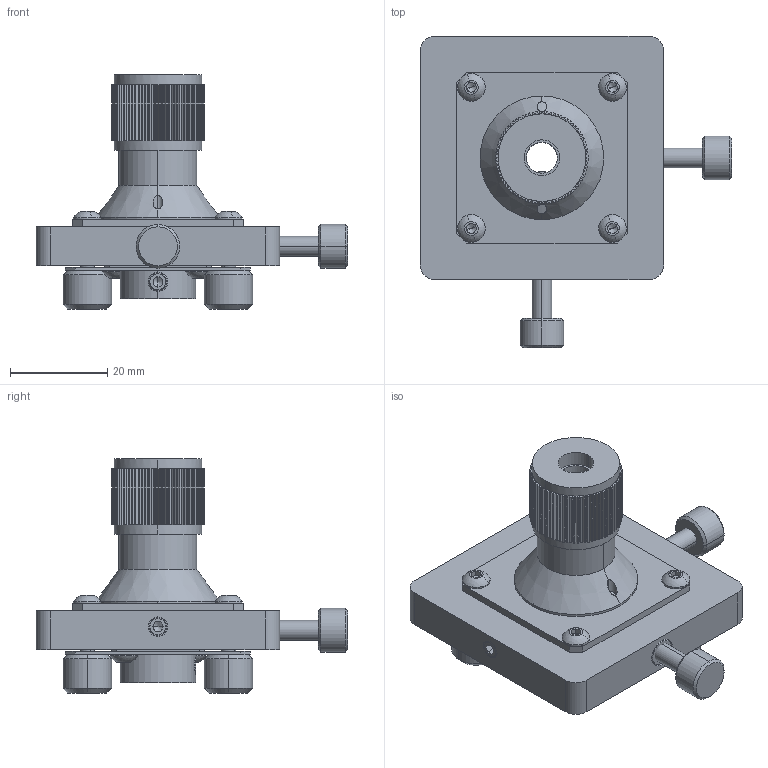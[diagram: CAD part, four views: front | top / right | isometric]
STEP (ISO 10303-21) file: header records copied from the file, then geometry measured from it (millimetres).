
FILE_DESCRIPTION (( 'STEP AP203' ), '1' );
FILE_NAME ('06PFC-1M.STEP', '2016-05-11T02:43:19', ( '' ), ( '' ), 'SwSTEP 2.0', 'SolidWorks 2016', '' );
FILE_SCHEMA (( 'CONFIG_CONTROL_DESIGN' ));
Length unit declared in the file: millimetre
Products named in the file (1): 06PFC-1M
Bounding box: 64 x 64 x 48.1 mm (x, y, z)
Volume: 29230 mm3; surface area: 28979.2 mm2
Topology: 30 solids, 30 shells, 1339 faces, 3172 edges, 1890 vertices
Faces by surface type: plane 577, cylinder 384, cone 342, torus 20, sphere 16
Entity records: 38571 total; most frequent: DIRECTION 7248, CARTESIAN_POINT 6744, ORIENTED_EDGE 6272, EDGE_CURVE 3136, AXIS2_PLACEMENT_3D 2812, VERTEX_POINT 1890, LINE 1624, VECTOR 1624
